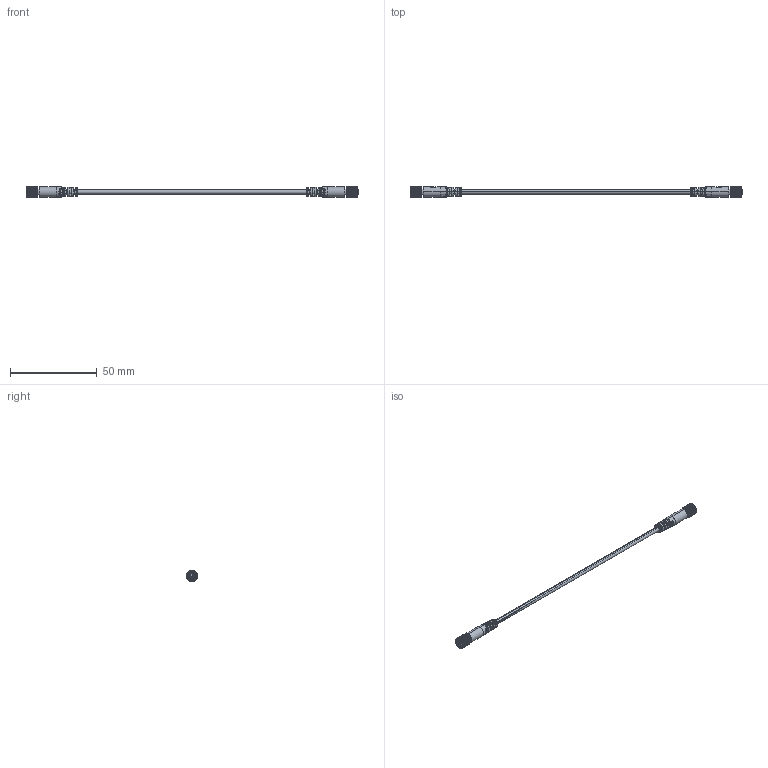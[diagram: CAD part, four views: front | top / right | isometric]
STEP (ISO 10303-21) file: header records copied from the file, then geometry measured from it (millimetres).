
FILE_DESCRIPTION (( 'STEP AP203' ), '1' );
FILE_NAME ('10-03010_revA.STEP', '2018-09-17T16:26:40', ( '' ), ( '' ), 'SwSTEP 2.0', 'SolidWorks 2015', '' );
FILE_SCHEMA (( 'CONFIG_CONTROL_DESIGN' ));
Length unit declared in the file: millimetre
Products named in the file (9): M5_oring_small; 10-03010_revA; M5Female_inline threads; M5F3P; M5Female_socket; 50-00604; 24-00263; 30-00653_blunt cut
Assembly tree (12 placements, depth 4):
  10-03010_revA
    30-00653_blunt cut
    24-00263  x2
    50-00604  x2
      M5Female_inline threads
      M5_oring_small
      M5F3P
        M5F3P
        M5Female_socket  x3
Bounding box: 191.7 x 6.5 x 6.5 mm (x, y, z)
Volume: 2184 mm3; surface area: 14288.2 mm2
Topology: 159 solids, 159 shells, 3726 faces, 8254 edges, 4880 vertices
Faces by surface type: bspline 1660, cylinder 1188, plane 582, torus 272, cone 24
Entity records: 75427 total; most frequent: CARTESIAN_POINT 30156, ORIENTED_EDGE 9796, DIRECTION 7410, EDGE_CURVE 4898, AXIS2_PLACEMENT_3D 3016, VERTEX_POINT 2962, EDGE_LOOP 2568, ADVANCED_FACE 2253
